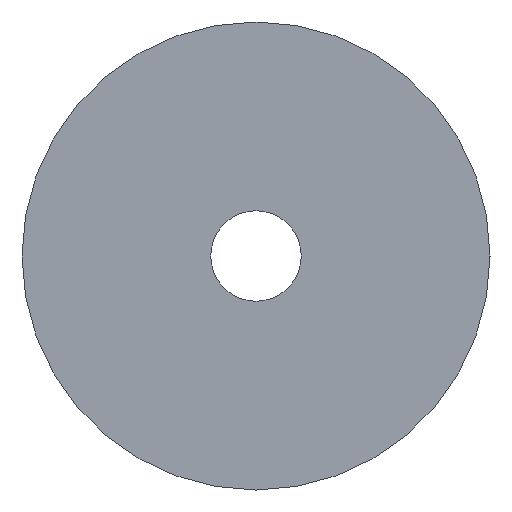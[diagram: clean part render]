
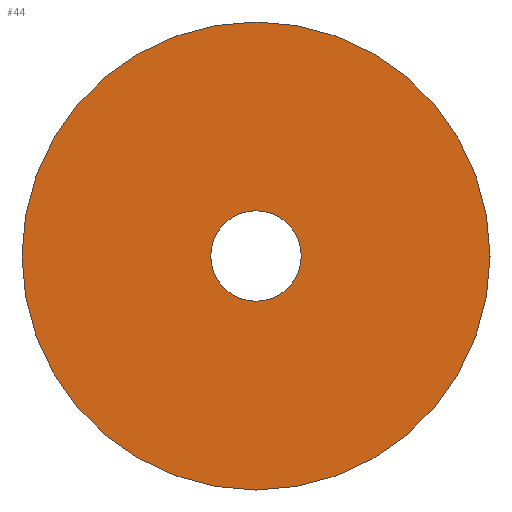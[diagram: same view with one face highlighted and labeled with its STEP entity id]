
A CAD part, left-side view. The second image highlights one B-rep face of the part: STEP entity #44.
In plain terms, the highlighted planar face has unit normal (-1, 0, 0).
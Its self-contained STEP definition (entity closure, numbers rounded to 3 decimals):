
#2 = CIRCLE ( 'NONE', #122, 7.5 ) ;
#4 = DIRECTION ( 'NONE',  ( -1., 0., 0. ) ) ;
#19 = DIRECTION ( 'NONE',  ( -1., 0., 0. ) ) ;
#20 = DIRECTION ( 'NONE',  ( 0., 0., 1. ) ) ;
#28 = EDGE_LOOP ( 'NONE', ( #102, #143 ) ) ;
#33 = VERTEX_POINT ( 'NONE', #215 ) ;
#44 = ADVANCED_FACE ( 'NONE', ( #163, #144 ), #230, .F. ) ;
#46 = EDGE_CURVE ( 'NONE', #118, #33, #247, .T. ) ;
#47 = CARTESIAN_POINT ( 'NONE',  ( 0., 0., 0. ) ) ;
#50 = CARTESIAN_POINT ( 'NONE',  ( 0., 0., 0. ) ) ;
#66 = CIRCLE ( 'NONE', #154, 7.5 ) ;
#67 = EDGE_CURVE ( 'NONE', #200, #75, #66, .T. ) ;
#75 = VERTEX_POINT ( 'NONE', #111 ) ;
#85 = AXIS2_PLACEMENT_3D ( 'NONE', #47, #121, #20 ) ;
#92 = CIRCLE ( 'NONE', #85, 1.45 ) ;
#98 = AXIS2_PLACEMENT_3D ( 'NONE', #165, #19, #194 ) ;
#101 = CARTESIAN_POINT ( 'NONE',  ( 0., 0., 7.5 ) ) ;
#102 = ORIENTED_EDGE ( 'NONE', *, *, #67, .T. ) ;
#111 = CARTESIAN_POINT ( 'NONE',  ( 0., 0., -7.5 ) ) ;
#118 = VERTEX_POINT ( 'NONE', #212 ) ;
#121 = DIRECTION ( 'NONE',  ( -1., 0., 0. ) ) ;
#122 = AXIS2_PLACEMENT_3D ( 'NONE', #240, #181, #238 ) ;
#127 = CARTESIAN_POINT ( 'NONE',  ( 0., 0., 0. ) ) ;
#143 = ORIENTED_EDGE ( 'NONE', *, *, #202, .T. ) ;
#144 = FACE_OUTER_BOUND ( 'NONE', #28, .T. ) ;
#147 = EDGE_CURVE ( 'NONE', #33, #118, #92, .T. ) ;
#149 = ORIENTED_EDGE ( 'NONE', *, *, #46, .F. ) ;
#150 = AXIS2_PLACEMENT_3D ( 'NONE', #127, #176, #197 ) ;
#154 = AXIS2_PLACEMENT_3D ( 'NONE', #50, #4, #178 ) ;
#163 = FACE_BOUND ( 'NONE', #182, .T. ) ;
#165 = CARTESIAN_POINT ( 'NONE',  ( 0., 0., 0. ) ) ;
#176 = DIRECTION ( 'NONE',  ( 1., 0., 0. ) ) ;
#178 = DIRECTION ( 'NONE',  ( 0., 0., 1. ) ) ;
#181 = DIRECTION ( 'NONE',  ( -1., 0., 0. ) ) ;
#182 = EDGE_LOOP ( 'NONE', ( #149, #217 ) ) ;
#194 = DIRECTION ( 'NONE',  ( 0., 0., 1. ) ) ;
#197 = DIRECTION ( 'NONE',  ( 0., 0., -1. ) ) ;
#200 = VERTEX_POINT ( 'NONE', #101 ) ;
#202 = EDGE_CURVE ( 'NONE', #75, #200, #2, .T. ) ;
#212 = CARTESIAN_POINT ( 'NONE',  ( 0., 0., 1.45 ) ) ;
#215 = CARTESIAN_POINT ( 'NONE',  ( 0., 0., -1.45 ) ) ;
#217 = ORIENTED_EDGE ( 'NONE', *, *, #147, .F. ) ;
#230 = PLANE ( 'NONE',  #150 ) ;
#238 = DIRECTION ( 'NONE',  ( 0., 0., 1. ) ) ;
#240 = CARTESIAN_POINT ( 'NONE',  ( 0., 0., 0. ) ) ;
#247 = CIRCLE ( 'NONE', #98, 1.45 ) ;
